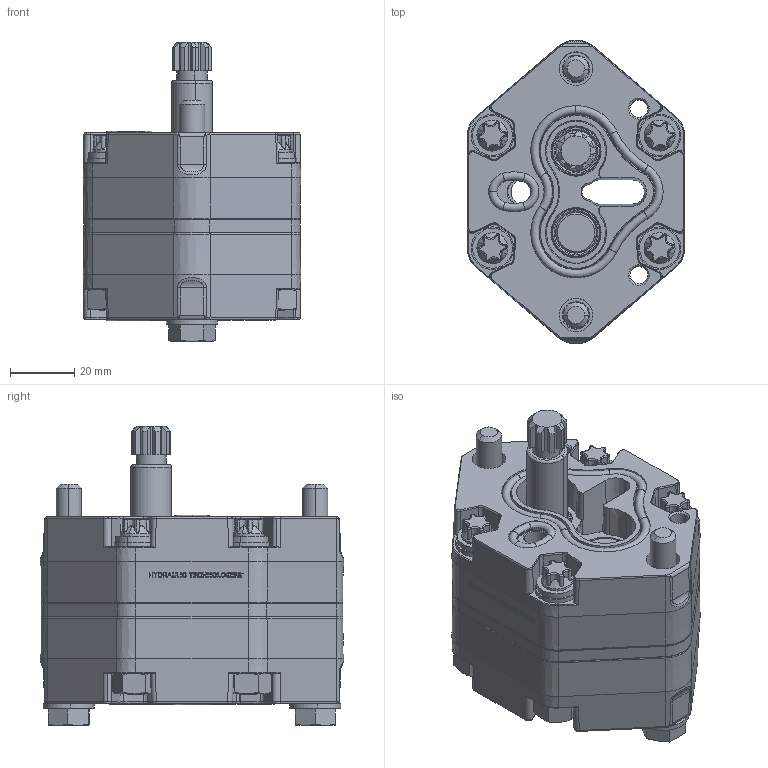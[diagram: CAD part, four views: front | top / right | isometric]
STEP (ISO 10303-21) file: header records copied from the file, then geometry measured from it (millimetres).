
FILE_DESCRIPTION (( 'STEP AP214' ), '1' );
FILE_NAME ('DER23045983_KP10.STEP', '2024-08-06T06:09:36', ( '' ), ( '' ), 'SwSTEP 2.0', 'SolidWorks 2022', '' );
FILE_SCHEMA (( 'AUTOMOTIVE_DESIGN' ));
Length unit declared in the file: millimetre
Products named in the file (1): DER23045983_KP10
Bounding box: 67.73 x 94.41 x 93.13 mm (x, y, z)
Surface area: 54591.1 mm2 (no closed solid volume)
Topology: 0 solids, 37 shells, 974 faces, 2730 edges, 1815 vertices
Faces by surface type: cylinder 265, cone 249, plane 218, torus 186, bspline 52, sphere 4
Entity records: 45757 total; most frequent: CARTESIAN_POINT 10729, DIRECTION 5256, ORIENTED_EDGE 5005, EDGE_CURVE 2722, AXIS2_PLACEMENT_3D 2202, VERTEX_POINT 1815, CIRCLE 1279, EDGE_LOOP 1078
